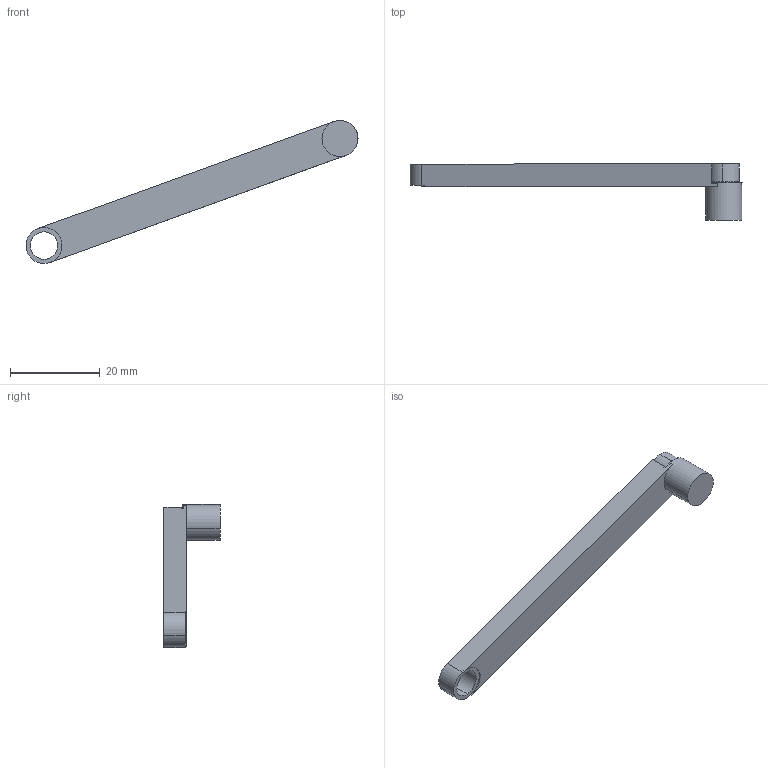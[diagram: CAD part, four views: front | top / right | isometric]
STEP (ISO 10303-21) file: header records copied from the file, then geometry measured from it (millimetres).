
FILE_DESCRIPTION (( 'STEP AP203' ), '1' );
FILE_NAME ('Linkage_v1.000.001.STEP', '2024-11-28T02:54:10', ( '' ), ( '' ), 'SwSTEP 2.0', 'SolidWorks 2024', '' );
FILE_SCHEMA (( 'CONFIG_CONTROL_DESIGN' ));
Length unit declared in the file: millimetre
Products named in the file (1): Linkage_v1.000.001
Bounding box: 73.85 x 12.5 x 31.81 mm (x, y, z)
Volume: 3209.1 mm3; surface area: 2338.1 mm2
Topology: 1 solids, 1 shells, 29 faces, 73 edges, 47 vertices
Faces by surface type: cylinder 18, plane 11
Entity records: 1008 total; most frequent: CARTESIAN_POINT 211, DIRECTION 159, ORIENTED_EDGE 146, EDGE_CURVE 73, AXIS2_PLACEMENT_3D 61, VERTEX_POINT 47, VECTOR 37, LINE 37
